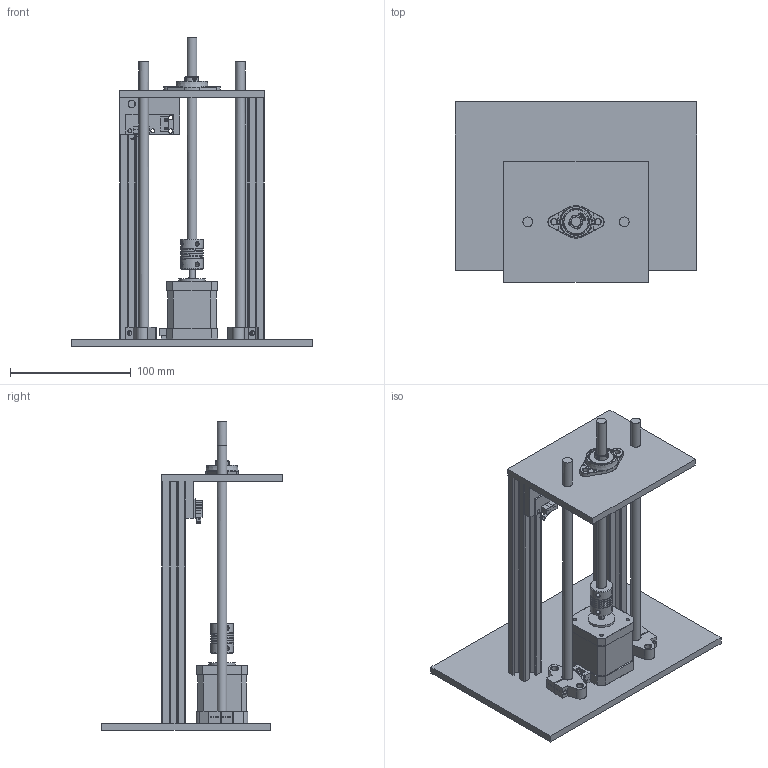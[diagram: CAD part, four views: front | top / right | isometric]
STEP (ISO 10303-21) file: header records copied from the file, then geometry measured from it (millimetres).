
FILE_DESCRIPTION(/* description */ (''),/* implementation_level */ '2;1');
FILE_NAME(/* name */ 'Fall ''Assembly_for_matlab_ipt_7f8aa80a.STEP',/* time_stamp */ '2021-01-28T18:23:32+02:00',/* author */ ('Lenovo'),/* organization */ (''),/* preprocessor_version */ 'ST-DEVELOPER v17',/* originating_system */ 'Autodesk Inventor 2019',/* authorisation */ '');
FILE_SCHEMA (('AUTOMOTIVE_DESIGN { 1 0 10303 214 3 1 1 }'));
Products named in the file (1): Assembly_for_matlab
Bounding box: 200 x 149.85 x 256 mm (x, y, z)
Volume: 450713 mm3; surface area: 190018.6 mm2
Topology: 1 solids, 10 shells, 1043 faces, 2782 edges, 1825 vertices
Faces by surface type: plane 584, cylinder 242, bspline 160, cone 38, torus 16, sphere 3
Full cylindrical faces by diameter (mm): 0.569 x1, 2.713 x2, 3 x4, 3.3 x6, 3.6 x2, 4 x18, 4.9 x4, 5 x8, 5.5 x4, 6 x5, 6.35 x1, 8 x11, 9.19 x1, 10 x1, 10.9 x1, 11 x2, 19 x5, 20 x2, 22 x2, 22.6 x1
Entity records: 47738 total; most frequent: CARTESIAN_POINT 21586, ORIENTED_EDGE 5560, DIRECTION 4749, EDGE_CURVE 2780, VERTEX_POINT 1825, LINE 1789, VECTOR 1789, AXIS2_PLACEMENT_3D 1480
